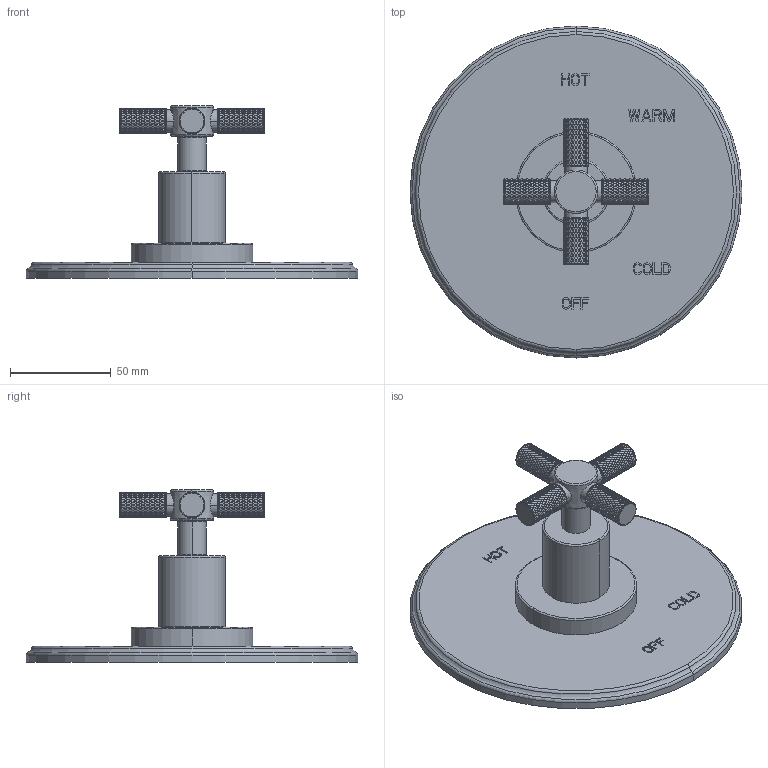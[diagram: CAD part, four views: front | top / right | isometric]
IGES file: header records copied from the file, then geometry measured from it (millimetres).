
Start section:  PTC IGES file: 4-3304bp.igs
Global section: file name: 4-3304bp.igs; native system: Creo Parametric by PTC Inc.; preprocessor: 2018400; author: jinson.thomas; organization: Unknown; date: 20210920.163053; units: inch
Bounding box: 165.1 x 165.1 x 85.83 mm (x, y, z)
Volume: 245361.1 mm3; surface area: 59813.5 mm2
Topology: 1 solids, 1 shells, 11497 faces, 23721 edges, 12262 vertices
Faces by surface type: bspline 9307, revolution 2190
